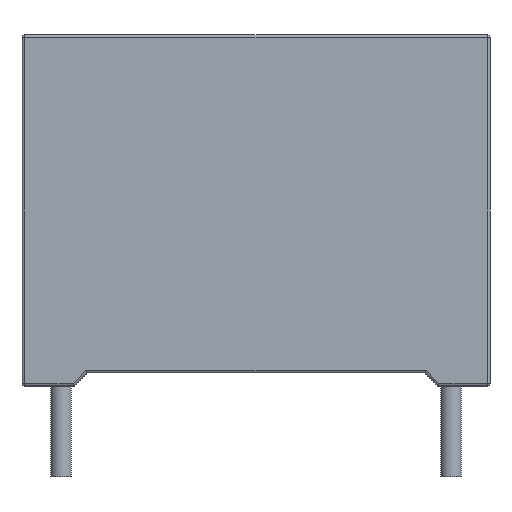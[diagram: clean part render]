
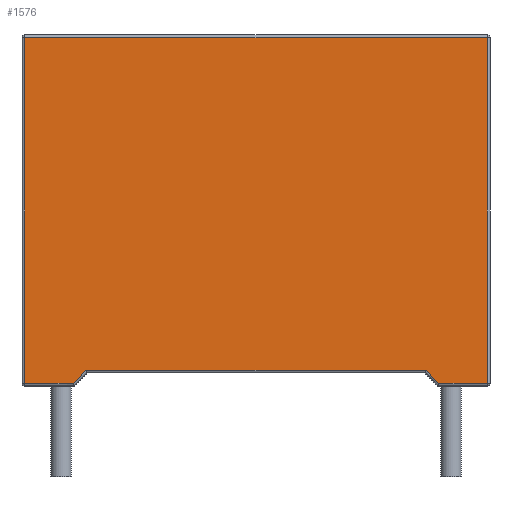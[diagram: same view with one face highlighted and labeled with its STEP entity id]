
A CAD part, front view. The second image highlights one B-rep face of the part: STEP entity #1576.
In plain terms, the highlighted planar face has unit normal (0, -1, 0).
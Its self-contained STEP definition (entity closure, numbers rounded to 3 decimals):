
#32 = EDGE_LOOP ( 'NONE', ( #1742, #9495, #11241, #1788, #4611, #5577, #7250, #6878 ) ) ;
#75 = CARTESIAN_POINT ( 'NONE',  ( 0.263, 0., 0.258 ) ) ;
#109 = EDGE_CURVE ( 'NONE', #1722, #11893, #10138, .T. ) ;
#137 = VECTOR ( 'NONE', #12083, 1000. ) ;
#153 = EDGE_CURVE ( 'NONE', #6446, #6476, #8180, .T. ) ;
#404 = VERTEX_POINT ( 'NONE', #9914 ) ;
#439 = CARTESIAN_POINT ( 'NONE',  ( 8.9, 0., 0. ) ) ;
#827 = CARTESIAN_POINT ( 'NONE',  ( 0., 0., -6.65 ) ) ;
#957 = VECTOR ( 'NONE', #11017, 1000. ) ;
#1001 = EDGE_CURVE ( 'NONE', #404, #1722, #12065, .T. ) ;
#1348 = CARTESIAN_POINT ( 'NONE',  ( -8.9, 0., 0. ) ) ;
#1456 = VERTEX_POINT ( 'NONE', #4358 ) ;
#1576 = ADVANCED_FACE ( 'NONE', ( #9902 ), #7677, .F. ) ;
#1722 = VERTEX_POINT ( 'NONE', #10370 ) ;
#1742 = ORIENTED_EDGE ( 'NONE', *, *, #153, .T. ) ;
#1788 = ORIENTED_EDGE ( 'NONE', *, *, #109, .T. ) ;
#1852 = DIRECTION ( 'NONE',  ( 1., 0., 0. ) ) ;
#1906 = LINE ( 'NONE', #2764, #957 ) ;
#1965 = DIRECTION ( 'NONE',  ( 0.7, 0., 0.714 ) ) ;
#2031 = CARTESIAN_POINT ( 'NONE',  ( 0., 0., 6.65 ) ) ;
#2036 = CARTESIAN_POINT ( 'NONE',  ( -8.9, 0., 6.65 ) ) ;
#2404 = EDGE_CURVE ( 'NONE', #1456, #13126, #1906, .T. ) ;
#2764 = CARTESIAN_POINT ( 'NONE',  ( 0., 0., -6.65 ) ) ;
#2890 = EDGE_CURVE ( 'NONE', #13126, #6446, #6588, .T. ) ;
#3352 = VECTOR ( 'NONE', #9587, 1000. ) ;
#4343 = VECTOR ( 'NONE', #7313, 1000. ) ;
#4358 = CARTESIAN_POINT ( 'NONE',  ( 7.032, 0., -6.65 ) ) ;
#4611 = ORIENTED_EDGE ( 'NONE', *, *, #5153, .T. ) ;
#5082 = CARTESIAN_POINT ( 'NONE',  ( 8.9, 0., 6.65 ) ) ;
#5100 = VECTOR ( 'NONE', #8665, 1000. ) ;
#5153 = EDGE_CURVE ( 'NONE', #11893, #7881, #7951, .T. ) ;
#5202 = CARTESIAN_POINT ( 'NONE',  ( -6.542, 0., -6.15 ) ) ;
#5577 = ORIENTED_EDGE ( 'NONE', *, *, #10142, .T. ) ;
#5839 = VECTOR ( 'NONE', #7976, 1000. ) ;
#5855 = DIRECTION ( 'NONE',  ( 0., 1., 0. ) ) ;
#6446 = VERTEX_POINT ( 'NONE', #5082 ) ;
#6476 = VERTEX_POINT ( 'NONE', #2036 ) ;
#6588 = LINE ( 'NONE', #439, #5100 ) ;
#6878 = ORIENTED_EDGE ( 'NONE', *, *, #2890, .T. ) ;
#7136 = CARTESIAN_POINT ( 'NONE',  ( 0., 0., 0. ) ) ;
#7250 = ORIENTED_EDGE ( 'NONE', *, *, #2404, .T. ) ;
#7313 = DIRECTION ( 'NONE',  ( 0.7, 0., -0.714 ) ) ;
#7350 = EDGE_CURVE ( 'NONE', #6476, #404, #10591, .T. ) ;
#7677 = PLANE ( 'NONE',  #11809 ) ;
#7881 = VERTEX_POINT ( 'NONE', #12860 ) ;
#7951 = LINE ( 'NONE', #8754, #137 ) ;
#7976 = DIRECTION ( 'NONE',  ( -1., 0., 0. ) ) ;
#8012 = DIRECTION ( 'NONE',  ( 0., 0., 1. ) ) ;
#8180 = LINE ( 'NONE', #2031, #5839 ) ;
#8404 = VECTOR ( 'NONE', #1852, 1000. ) ;
#8665 = DIRECTION ( 'NONE',  ( 0., 0., 1. ) ) ;
#8754 = CARTESIAN_POINT ( 'NONE',  ( 0., 0., -6.15 ) ) ;
#9495 = ORIENTED_EDGE ( 'NONE', *, *, #7350, .T. ) ;
#9587 = DIRECTION ( 'NONE',  ( 0., 0., -1. ) ) ;
#9902 = FACE_OUTER_BOUND ( 'NONE', #32, .T. ) ;
#9914 = CARTESIAN_POINT ( 'NONE',  ( -8.9, 0., -6.65 ) ) ;
#10138 = LINE ( 'NONE', #10339, #10760 ) ;
#10142 = EDGE_CURVE ( 'NONE', #7881, #1456, #10593, .T. ) ;
#10339 = CARTESIAN_POINT ( 'NONE',  ( -0.263, 0., 0.258 ) ) ;
#10370 = CARTESIAN_POINT ( 'NONE',  ( -7.032, 0., -6.65 ) ) ;
#10530 = CARTESIAN_POINT ( 'NONE',  ( 8.9, 0., -6.65 ) ) ;
#10591 = LINE ( 'NONE', #1348, #3352 ) ;
#10593 = LINE ( 'NONE', #75, #4343 ) ;
#10760 = VECTOR ( 'NONE', #1965, 1000. ) ;
#11017 = DIRECTION ( 'NONE',  ( 1., 0., 0. ) ) ;
#11241 = ORIENTED_EDGE ( 'NONE', *, *, #1001, .T. ) ;
#11809 = AXIS2_PLACEMENT_3D ( 'NONE', #7136, #5855, #8012 ) ;
#11893 = VERTEX_POINT ( 'NONE', #5202 ) ;
#12065 = LINE ( 'NONE', #827, #8404 ) ;
#12083 = DIRECTION ( 'NONE',  ( 1., 0., 0. ) ) ;
#12860 = CARTESIAN_POINT ( 'NONE',  ( 6.542, 0., -6.15 ) ) ;
#13126 = VERTEX_POINT ( 'NONE', #10530 ) ;
